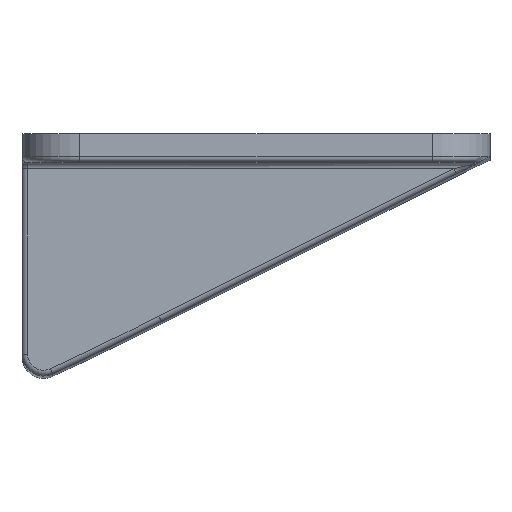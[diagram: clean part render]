
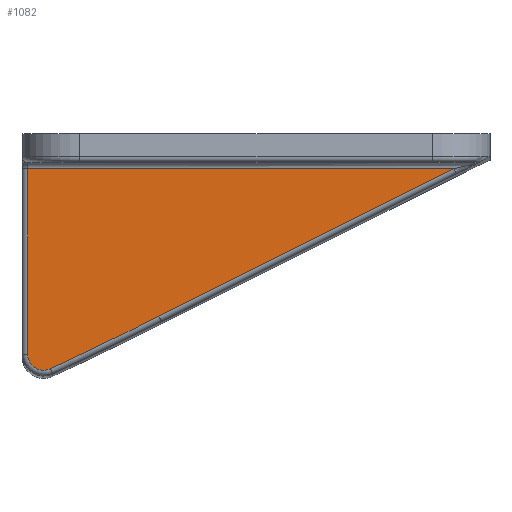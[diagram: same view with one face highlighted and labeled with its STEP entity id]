
A CAD part, top view. The second image highlights one B-rep face of the part: STEP entity #1082.
In plain terms, the highlighted planar face has unit normal (0, 0, 1).
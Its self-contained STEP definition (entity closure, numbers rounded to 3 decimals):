
#45=PLANE('',#1217);
#94=LINE('',#2228,#161);
#95=LINE('',#2239,#162);
#97=LINE('',#2242,#164);
#161=VECTOR('',#1460,10.);
#162=VECTOR('',#1477,10.);
#164=VECTOR('',#1481,10.);
#273=FACE_OUTER_BOUND('',#343,.T.);
#343=EDGE_LOOP('',(#915,#916,#917,#918,#919));
#427=CIRCLE('',#1202,319.85);
#429=CIRCLE('',#1205,1.1);
#512=VERTEX_POINT('',#2170);
#514=VERTEX_POINT('',#2175);
#523=VERTEX_POINT('',#2224);
#525=VERTEX_POINT('',#2230);
#526=VERTEX_POINT('',#2235);
#655=EDGE_CURVE('',#512,#523,#94,.T.);
#658=EDGE_CURVE('',#523,#525,#427,.T.);
#660=EDGE_CURVE('',#525,#526,#429,.T.);
#661=EDGE_CURVE('',#526,#514,#95,.T.);
#663=EDGE_CURVE('',#514,#512,#97,.T.);
#915=ORIENTED_EDGE('',*,*,#655,.F.);
#916=ORIENTED_EDGE('',*,*,#663,.F.);
#917=ORIENTED_EDGE('',*,*,#661,.F.);
#918=ORIENTED_EDGE('',*,*,#660,.F.);
#919=ORIENTED_EDGE('',*,*,#658,.F.);
#1082=ADVANCED_FACE('',(#273),#45,.T.);
#1202=AXIS2_PLACEMENT_3D('',#2233,#1467,#1468);
#1205=AXIS2_PLACEMENT_3D('',#2237,#1473,#1474);
#1217=AXIS2_PLACEMENT_3D('',#2263,#1506,#1507);
#1460=DIRECTION('',(-0.894,-0.447,0.));
#1467=DIRECTION('center_axis',(0.,0.,
-1.));
#1468=DIRECTION('ref_axis',(0.436,-0.9,0.));
#1473=DIRECTION('center_axis',(0.,0.,
-1.));
#1474=DIRECTION('ref_axis',(-0.537,-0.844,0.));
#1477=DIRECTION('',(0.,1.,0.));
#1481=DIRECTION('',(1.,0.,0.));
#1506=DIRECTION('center_axis',(0.,0.,
1.));
#1507=DIRECTION('ref_axis',(-1.,0.,0.));
#2170=CARTESIAN_POINT('',(16.567,-11.099,109.08));
#2175=CARTESIAN_POINT('',(-12.939,-11.099,109.08));
#2224=CARTESIAN_POINT('',(-3.865,-21.315,109.08));
#2228=CARTESIAN_POINT('',(11.082,-13.841,109.08));
#2230=CARTESIAN_POINT('',(-11.373,-24.947,109.08));
#2233=CARTESIAN_POINT('Origin',(-146.906,264.767,109.08));
#2235=CARTESIAN_POINT('',(-12.939,-23.951,109.08));
#2237=CARTESIAN_POINT('Origin',(-11.839,-23.951,109.08));
#2239=CARTESIAN_POINT('',(-12.939,-8.999,109.08));
#2242=CARTESIAN_POINT('',(10.961,-11.099,109.08));
#2263=CARTESIAN_POINT('Origin',(19.061,-9.299,109.08));
